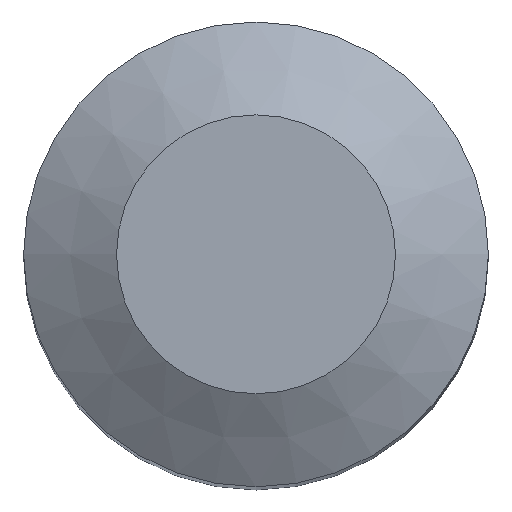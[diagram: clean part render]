
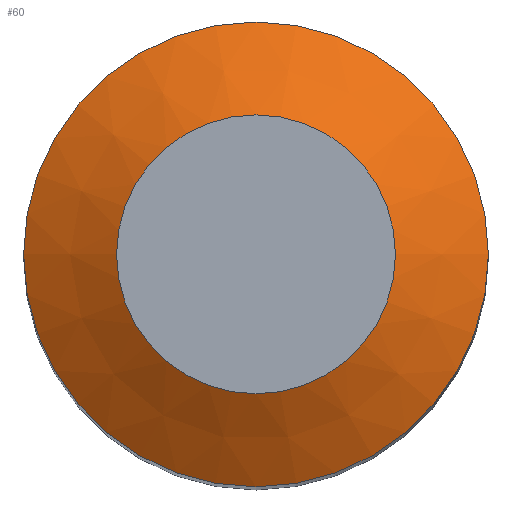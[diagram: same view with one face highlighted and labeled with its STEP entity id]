
A CAD part, top view. The second image highlights one B-rep face of the part: STEP entity #60.
In plain terms, the highlighted conical face has half-angle 60 degrees and reference radius 5 mm.
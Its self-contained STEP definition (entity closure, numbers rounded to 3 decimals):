
#45=CONICAL_SURFACE('',#197,5.,60.);
#60=ADVANCED_FACE('',(#76,#77),#45,.T.);
#76=FACE_BOUND('',#93,.T.);
#77=FACE_BOUND('',#94,.T.);
#93=EDGE_LOOP('',(#111));
#94=EDGE_LOOP('',(#112));
#111=ORIENTED_EDGE('',*,*,#136,.T.);
#112=ORIENTED_EDGE('',*,*,#137,.F.);
#126=VERTEX_POINT('',#288);
#127=VERTEX_POINT('',#291);
#136=EDGE_CURVE('',#126,#126,#145,.T.);
#137=EDGE_CURVE('',#127,#127,#146,.T.);
#145=CIRCLE('',#194,3.);
#146=CIRCLE('',#196,5.);
#194=AXIS2_PLACEMENT_3D('',#287,#229,#230);
#196=AXIS2_PLACEMENT_3D('',#290,#233,#234);
#197=AXIS2_PLACEMENT_3D('',#292,#235,#236);
#229=DIRECTION('',(0.,0.,-1.));
#230=DIRECTION('',(1.,0.,0.));
#233=DIRECTION('',(0.,0.,-1.));
#234=DIRECTION('',(1.,0.,0.));
#235=DIRECTION('',(0.,0.,-1.));
#236=DIRECTION('',(1.,0.,0.));
#287=CARTESIAN_POINT('',(0.,0.,0.));
#288=CARTESIAN_POINT('',(3.,0.,0.));
#290=CARTESIAN_POINT('',(0.,0.,-1.155));
#291=CARTESIAN_POINT('',(5.,0.,-1.155));
#292=CARTESIAN_POINT('',(0.,0.,-1.155));
